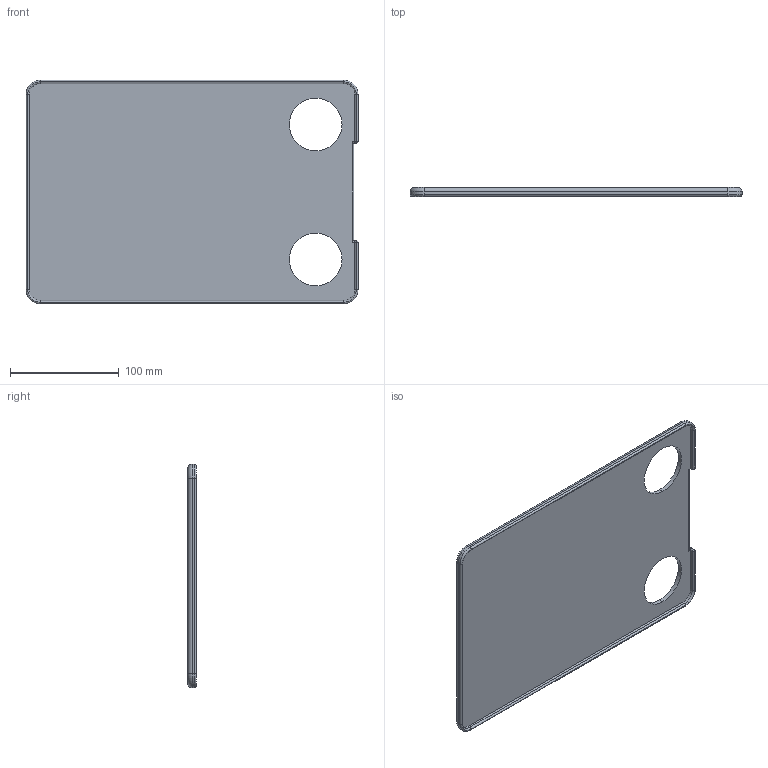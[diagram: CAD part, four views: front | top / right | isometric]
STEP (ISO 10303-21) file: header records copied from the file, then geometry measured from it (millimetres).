
FILE_DESCRIPTION (( 'STEP AP203' ), '1' );
FILE_NAME ('Tapa.STEP', '2021-11-03T02:43:20', ( '' ), ( '' ), 'SwSTEP 2.0', 'SolidWorks 2020', '' );
FILE_SCHEMA (( 'CONFIG_CONTROL_DESIGN' ));
Length unit declared in the file: millimetre
Products named in the file (1): Tapa
Bounding box: 306 x 8 x 206 mm (x, y, z)
Volume: 242048.4 mm3; surface area: 127274.8 mm2
Topology: 1 solids, 1 shells, 70 faces, 156 edges, 84 vertices
Faces by surface type: cylinder 37, plane 15, torus 14, sphere 4
Entity records: 1967 total; most frequent: DIRECTION 358, CARTESIAN_POINT 341, ORIENTED_EDGE 304, EDGE_CURVE 152, AXIS2_PLACEMENT_3D 145, VERTEX_POINT 84, EDGE_LOOP 74, CIRCLE 74
